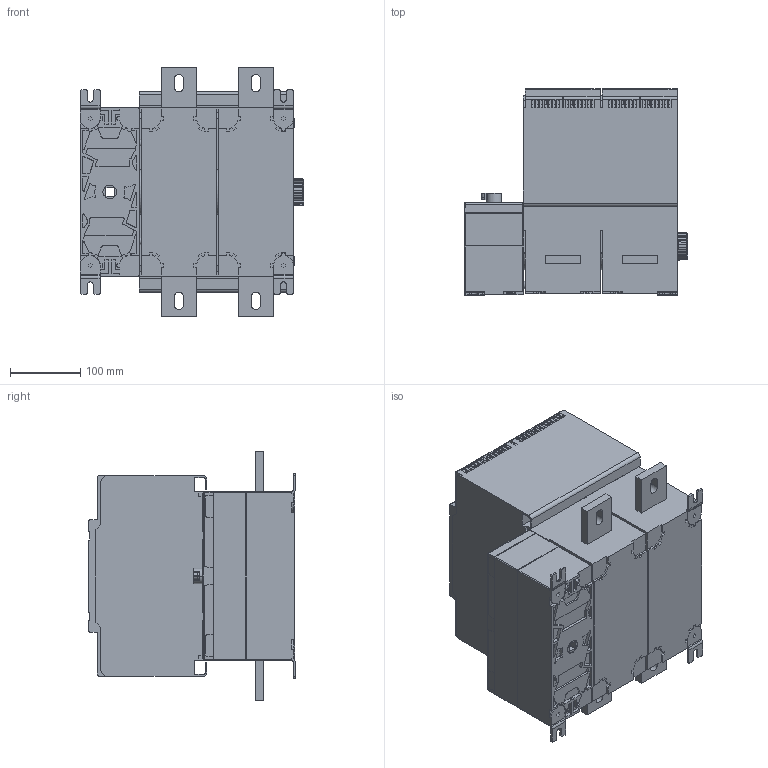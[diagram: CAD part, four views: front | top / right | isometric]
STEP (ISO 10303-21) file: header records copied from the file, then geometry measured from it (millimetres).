
FILE_DESCRIPTION((''),'2;1');
FILE_NAME('OS1250DA02_ASM_A_1_SW0001','2024-07-17T12:14:32',('FIRARAN'),(''),'CREO PARAMETRIC BY PTC INC, 2022364','CREO PARAMETRIC BY PTC INC, 2022364','');
FILE_SCHEMA(('AUTOMOTIVE_DESIGN { 1 0 10303 214 1 1 1 1 }'));
Products named in the file (1): OS1250DA02_ASM_A_1_SW0001
Bounding box: 318.7 x 294.8 x 356.12 mm (x, y, z)
Volume: 19317105.5 mm3; surface area: 637754.2 mm2
Topology: 1 solids, 1 shells, 2265 faces, 6166 edges, 3988 vertices
Faces by surface type: plane 1219, cylinder 599, bspline 280, cone 106, torus 43, extrusion 18
Entity records: 105522 total; most frequent: CARTESIAN_POINT 34832, ORIENTED_EDGE 12332, DIRECTION 9836, EDGE_CURVE 6166, VERTEX_POINT 3989, VECTOR 3601, LINE 3583, AXIS2_PLACEMENT_3D 3116
